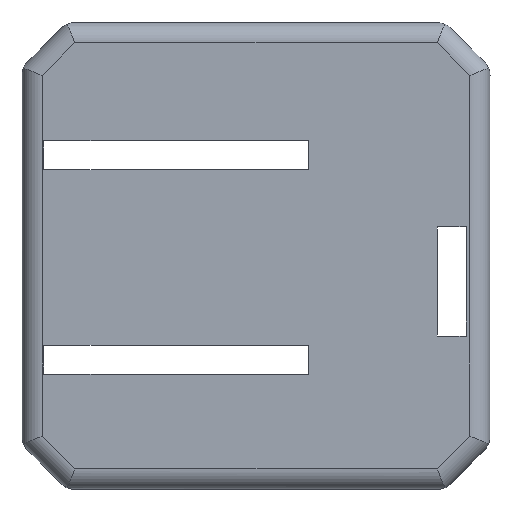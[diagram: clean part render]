
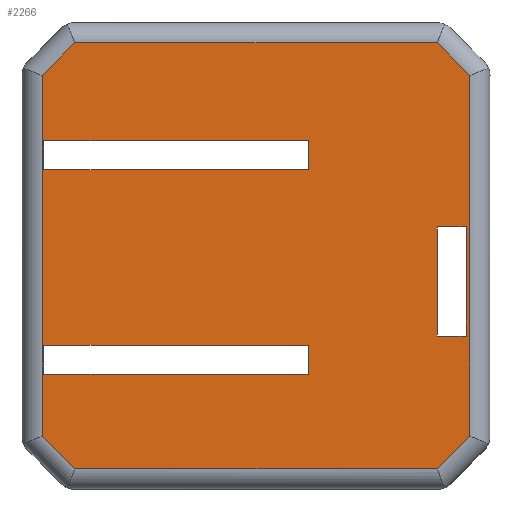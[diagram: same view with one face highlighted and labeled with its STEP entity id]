
A CAD part, top view. The second image highlights one B-rep face of the part: STEP entity #2266.
In plain terms, the highlighted planar face has unit normal (0, 0, 1).
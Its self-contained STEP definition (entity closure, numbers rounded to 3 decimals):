
#46=FACE_BOUND('',#301,.T.);
#47=FACE_BOUND('',#302,.T.);
#48=FACE_BOUND('',#303,.T.);
#89=PLANE('',#2469);
#179=FACE_OUTER_BOUND('',#300,.T.);
#300=EDGE_LOOP('',(#1858,#1859,#1860,#1861,#1862,#1863,#1864,#1865));
#301=EDGE_LOOP('',(#1866,#1867,#1868,#1869));
#302=EDGE_LOOP('',(#1870,#1871,#1872,#1873));
#303=EDGE_LOOP('',(#1874,#1875,#1876,#1877,#1878,#1879));
#492=LINE('',#3666,#722);
#495=LINE('',#3672,#725);
#498=LINE('',#3678,#728);
#501=LINE('',#3682,#731);
#504=LINE('',#3690,#734);
#507=LINE('',#3696,#737);
#510=LINE('',#3702,#740);
#513=LINE('',#3706,#743);
#514=LINE('',#3710,#744);
#529=LINE('',#3741,#759);
#532=LINE('',#3746,#762);
#534=LINE('',#3749,#764);
#535=LINE('',#3752,#765);
#537=LINE('',#3755,#767);
#538=LINE('',#3759,#768);
#539=LINE('',#3761,#769);
#540=LINE('',#3763,#770);
#541=LINE('',#3765,#771);
#542=LINE('',#3767,#772);
#543=LINE('',#3769,#773);
#544=LINE('',#3771,#774);
#545=LINE('',#3772,#775);
#722=VECTOR('',#2945,10.);
#725=VECTOR('',#2950,10.);
#728=VECTOR('',#2955,10.);
#731=VECTOR('',#2960,10.);
#734=VECTOR('',#2965,10.);
#737=VECTOR('',#2970,10.);
#740=VECTOR('',#2975,10.);
#743=VECTOR('',#2980,10.);
#744=VECTOR('',#2983,10.);
#759=VECTOR('',#3006,10.);
#762=VECTOR('',#3011,10.);
#764=VECTOR('',#3015,10.);
#765=VECTOR('',#3018,10.);
#767=VECTOR('',#3022,10.);
#768=VECTOR('',#3025,10.);
#769=VECTOR('',#3026,1.);
#770=VECTOR('',#3027,1.);
#771=VECTOR('',#3028,1.);
#772=VECTOR('',#3029,1.);
#773=VECTOR('',#3030,1.);
#774=VECTOR('',#3031,1.);
#775=VECTOR('',#3032,1.);
#1050=VERTEX_POINT('',#3663);
#1051=VERTEX_POINT('',#3665);
#1053=VERTEX_POINT('',#3671);
#1055=VERTEX_POINT('',#3677);
#1058=VERTEX_POINT('',#3687);
#1059=VERTEX_POINT('',#3689);
#1061=VERTEX_POINT('',#3695);
#1063=VERTEX_POINT('',#3701);
#1064=VERTEX_POINT('',#3708);
#1065=VERTEX_POINT('',#3709);
#1076=VERTEX_POINT('',#3739);
#1077=VERTEX_POINT('',#3740);
#1078=VERTEX_POINT('',#3745);
#1079=VERTEX_POINT('',#3751);
#1080=VERTEX_POINT('',#3757);
#1081=VERTEX_POINT('',#3758);
#1082=VERTEX_POINT('',#3760);
#1083=VERTEX_POINT('',#3762);
#1084=VERTEX_POINT('',#3764);
#1085=VERTEX_POINT('',#3766);
#1086=VERTEX_POINT('',#3768);
#1087=VERTEX_POINT('',#3770);
#1330=EDGE_CURVE('',#1051,#1050,#492,.T.);
#1333=EDGE_CURVE('',#1053,#1051,#495,.T.);
#1336=EDGE_CURVE('',#1055,#1053,#498,.T.);
#1339=EDGE_CURVE('',#1050,#1055,#501,.T.);
#1342=EDGE_CURVE('',#1059,#1058,#504,.T.);
#1345=EDGE_CURVE('',#1061,#1059,#507,.T.);
#1348=EDGE_CURVE('',#1063,#1061,#510,.T.);
#1351=EDGE_CURVE('',#1058,#1063,#513,.T.);
#1352=EDGE_CURVE('',#1064,#1065,#514,.T.);
#1369=EDGE_CURVE('',#1076,#1077,#529,.T.);
#1372=EDGE_CURVE('',#1078,#1076,#532,.T.);
#1374=EDGE_CURVE('',#1077,#1064,#534,.T.);
#1375=EDGE_CURVE('',#1065,#1079,#535,.T.);
#1377=EDGE_CURVE('',#1079,#1078,#537,.T.);
#1378=EDGE_CURVE('',#1080,#1081,#538,.T.);
#1379=EDGE_CURVE('',#1082,#1081,#539,.T.);
#1380=EDGE_CURVE('',#1083,#1082,#540,.T.);
#1381=EDGE_CURVE('',#1084,#1083,#541,.T.);
#1382=EDGE_CURVE('',#1085,#1084,#542,.T.);
#1383=EDGE_CURVE('',#1086,#1085,#543,.T.);
#1384=EDGE_CURVE('',#1087,#1086,#544,.T.);
#1385=EDGE_CURVE('',#1080,#1087,#545,.T.);
#1858=ORIENTED_EDGE('',*,*,#1378,.T.);
#1859=ORIENTED_EDGE('',*,*,#1379,.F.);
#1860=ORIENTED_EDGE('',*,*,#1380,.F.);
#1861=ORIENTED_EDGE('',*,*,#1381,.F.);
#1862=ORIENTED_EDGE('',*,*,#1382,.F.);
#1863=ORIENTED_EDGE('',*,*,#1383,.F.);
#1864=ORIENTED_EDGE('',*,*,#1384,.F.);
#1865=ORIENTED_EDGE('',*,*,#1385,.F.);
#1866=ORIENTED_EDGE('',*,*,#1336,.T.);
#1867=ORIENTED_EDGE('',*,*,#1333,.T.);
#1868=ORIENTED_EDGE('',*,*,#1330,.T.);
#1869=ORIENTED_EDGE('',*,*,#1339,.T.);
#1870=ORIENTED_EDGE('',*,*,#1348,.T.);
#1871=ORIENTED_EDGE('',*,*,#1345,.T.);
#1872=ORIENTED_EDGE('',*,*,#1342,.T.);
#1873=ORIENTED_EDGE('',*,*,#1351,.T.);
#1874=ORIENTED_EDGE('',*,*,#1375,.T.);
#1875=ORIENTED_EDGE('',*,*,#1377,.T.);
#1876=ORIENTED_EDGE('',*,*,#1372,.T.);
#1877=ORIENTED_EDGE('',*,*,#1369,.T.);
#1878=ORIENTED_EDGE('',*,*,#1374,.T.);
#1879=ORIENTED_EDGE('',*,*,#1352,.T.);
#2266=ADVANCED_FACE('',(#179,#46,#47,#48),#89,.T.);
#2469=AXIS2_PLACEMENT_3D('',#3756,#3023,#3024);
#2945=DIRECTION('',(1.,0.,0.));
#2950=DIRECTION('',(0.,1.,0.));
#2955=DIRECTION('',(-1.,0.,0.));
#2960=DIRECTION('',(0.,-1.,0.));
#2965=DIRECTION('',(0.,-1.,0.));
#2970=DIRECTION('',(1.,0.,0.));
#2975=DIRECTION('',(0.,1.,0.));
#2980=DIRECTION('',(-1.,0.,0.));
#2983=DIRECTION('',(-1.,0.,0.));
#3006=DIRECTION('',(1.,0.,0.));
#3011=DIRECTION('',(0.,1.,0.));
#3015=DIRECTION('',(0.,-1.,0.));
#3018=DIRECTION('',(0.,1.,0.));
#3022=DIRECTION('',(0.,1.,0.));
#3023=DIRECTION('center_axis',(0.,0.,1.));
#3024=DIRECTION('ref_axis',(1.,0.,0.));
#3025=DIRECTION('',(1.,0.,0.));
#3026=DIRECTION('',(-0.707,-0.707,0.));
#3027=DIRECTION('',(0.,-1.,0.));
#3028=DIRECTION('',(0.707,-0.707,0.));
#3029=DIRECTION('',(1.,0.,0.));
#3030=DIRECTION('',(0.707,0.707,0.));
#3031=DIRECTION('',(0.,1.,0.));
#3032=DIRECTION('',(-0.707,0.707,0.));
#3663=CARTESIAN_POINT('',(23.228,14.432,20.));
#3665=CARTESIAN_POINT('',(-3.086,14.432,20.));
#3666=CARTESIAN_POINT('',(20.819,14.432,20.));
#3671=CARTESIAN_POINT('',(-3.086,11.557,20.));
#3672=CARTESIAN_POINT('',(-3.086,17.294,20.));
#3677=CARTESIAN_POINT('',(23.228,11.557,20.));
#3678=CARTESIAN_POINT('',(7.662,11.557,20.));
#3682=CARTESIAN_POINT('',(23.228,15.856,20.));
#3687=CARTESIAN_POINT('',(23.228,31.877,20.));
#3689=CARTESIAN_POINT('',(23.228,34.752,20.));
#3690=CARTESIAN_POINT('',(23.228,26.016,20.));
#3695=CARTESIAN_POINT('',(-3.086,34.752,20.));
#3696=CARTESIAN_POINT('',(20.819,34.752,20.));
#3701=CARTESIAN_POINT('',(-3.086,31.877,20.));
#3702=CARTESIAN_POINT('',(-3.086,27.454,20.));
#3706=CARTESIAN_POINT('',(7.662,31.877,20.));
#3708=CARTESIAN_POINT('',(38.87,15.352,20.));
#3709=CARTESIAN_POINT('',(36.021,15.352,20.));
#3710=CARTESIAN_POINT('',(27.216,15.352,20.));
#3739=CARTESIAN_POINT('',(36.021,26.212,20.));
#3740=CARTESIAN_POINT('',(38.87,26.212,20.));
#3741=CARTESIAN_POINT('',(28.64,26.212,20.));
#3745=CARTESIAN_POINT('',(36.021,25.862,20.));
#3746=CARTESIAN_POINT('',(36.021,23.134,20.));
#3749=CARTESIAN_POINT('',(38.87,17.804,20.));
#3751=CARTESIAN_POINT('',(36.021,15.702,20.));
#3752=CARTESIAN_POINT('',(36.021,17.804,20.));
#3755=CARTESIAN_POINT('',(36.021,23.009,20.));
#3756=CARTESIAN_POINT('Origin',(18.411,20.155,20.));
#3757=CARTESIAN_POINT('',(0.,2.152,20.));
#3758=CARTESIAN_POINT('',(35.982,2.152,20.));
#3759=CARTESIAN_POINT('',(19.712,2.152,20.));
#3760=CARTESIAN_POINT('',(39.238,5.409,20.));
#3761=CARTESIAN_POINT('',(38.011,4.181,20.));
#3762=CARTESIAN_POINT('',(39.238,41.238,20.));
#3763=CARTESIAN_POINT('',(39.238,31.035,20.));
#3764=CARTESIAN_POINT('',(35.982,44.495,20.));
#3765=CARTESIAN_POINT('',(37.419,43.058,20.));
#3766=CARTESIAN_POINT('',(0.,44.495,20.));
#3767=CARTESIAN_POINT('',(8.791,44.495,20.));
#3768=CARTESIAN_POINT('',(-3.257,41.238,20.));
#3769=CARTESIAN_POINT('',(-3.441,41.054,20.));
#3770=CARTESIAN_POINT('',(-3.257,5.409,20.));
#3771=CARTESIAN_POINT('',(-3.257,12.216,20.));
#3772=CARTESIAN_POINT('',(0.395,1.757,20.));
